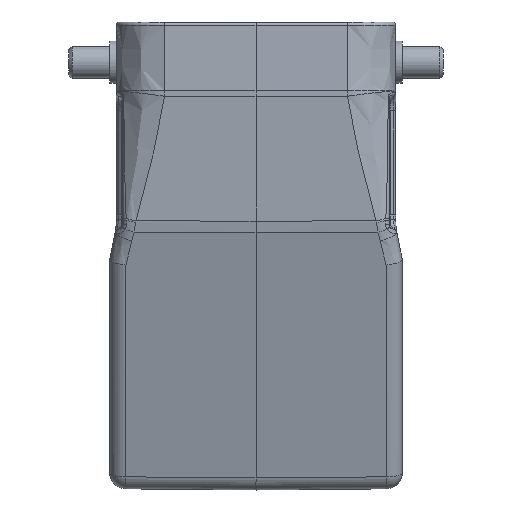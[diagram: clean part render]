
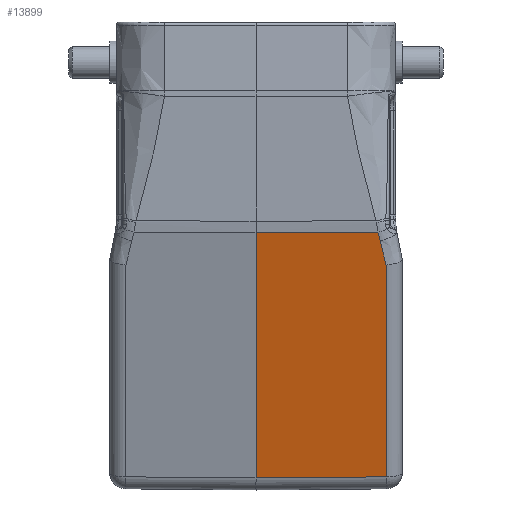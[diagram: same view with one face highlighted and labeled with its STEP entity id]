
A CAD part, left-side view. The second image highlights one B-rep face of the part: STEP entity #13899.
In plain terms, the highlighted planar face has unit normal (-0.966, -0.009, -0.259).
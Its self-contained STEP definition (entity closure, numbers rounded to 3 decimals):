
#239=CARTESIAN_POINT('',(-33.046,-20.022,
-37.395));
#241=CARTESIAN_POINT('',(-33.046,-20.022,
-37.395));
#242=CARTESIAN_POINT('',(-33.154,-19.948,
-36.995));
#243=CARTESIAN_POINT('',(-33.372,-19.781,
-36.188));
#244=CARTESIAN_POINT('',(-33.701,-19.492,
-34.969));
#245=CARTESIAN_POINT('',(-33.932,-19.248,
-34.114));
#246=CARTESIAN_POINT('',(-34.05,-19.115,
-33.678));
#1121=CARTESIAN_POINT('',(-34.418,-18.767,
-32.316));
#1356=CARTESIAN_POINT('',(-34.05,-19.115,
-33.678));
#1357=CARTESIAN_POINT('',(-34.093,-19.067,
-33.519));
#1358=CARTESIAN_POINT('',(-34.178,-18.982,
-33.204));
#1359=CARTESIAN_POINT('',(-34.305,-18.872,
-32.733));
#1360=CARTESIAN_POINT('',(-34.382,-18.803,
-32.451));
#1361=CARTESIAN_POINT('',(-34.418,-18.767,
-32.316));
#1363=DIRECTION('',(-0.259,0.,0.966));
#1364=VECTOR('',#1363,39.136);
#1365=CARTESIAN_POINT('',(-24.451,0.,
-70.147));
#1366=LINE('',#1365,#1364);
#1367=DIRECTION('',(0.009,-1.,0.002));
#1368=VECTOR('',#1367,18.768);
#1369=CARTESIAN_POINT('',(-34.58,0.,
-32.345));
#1370=LINE('',#1369,#1368);
#1371=DIRECTION('',(-0.007,1.,-0.009));
#1372=VECTOR('',#1371,20.023);
#1373=CARTESIAN_POINT('',(-24.317,-20.022,
-69.972));
#1374=LINE('',#1373,#1372);
#4917=DIRECTION('',(-0.259,0.,0.966));
#4918=VECTOR('',#4917,33.727);
#4919=CARTESIAN_POINT('',(-24.317,-20.022,
-69.972));
#4920=LINE('',#4919,#4918);
#9155=VERTEX_POINT('',#239);
#9156=VERTEX_POINT('',#246);
#9326=VERTEX_POINT('',#1121);
#9338=CARTESIAN_POINT('',(-24.451,0.,
-70.147));
#9339=CARTESIAN_POINT('',(-34.58,0.,
-32.345));
#9340=VERTEX_POINT('',#9338);
#9341=VERTEX_POINT('',#9339);
#9342=CARTESIAN_POINT('',(-24.317,-20.022,
-69.972));
#9343=VERTEX_POINT('',#9342);
#13882=CARTESIAN_POINT('',(-29.431,-10.011,
-51.223));
#13883=DIRECTION('',(0.966,0.009,0.259));
#13884=DIRECTION('',(-0.259,0.,0.966));
#13885=AXIS2_PLACEMENT_3D('',#13882,#13883,#13884);
#13886=PLANE('',#13885);
#13888=ORIENTED_EDGE('',*,*,#13887,.T.);
#13890=ORIENTED_EDGE('',*,*,#13889,.T.);
#13891=ORIENTED_EDGE('',*,*,#13876,.F.);
#13892=ORIENTED_EDGE('',*,*,#11326,.F.);
#13894=ORIENTED_EDGE('',*,*,#13893,.F.);
#13896=ORIENTED_EDGE('',*,*,#13895,.T.);
#13897=EDGE_LOOP('',(#13888,#13890,#13891,#13892,#13894,#13896));
#13898=FACE_OUTER_BOUND('',#13897,.F.);
#13899=ADVANCED_FACE('',(#13898),#13886,.F.);
#247=B_SPLINE_CURVE_WITH_KNOTS('',3,(#241,#242,#243,#244,#245,#246),
.UNSPECIFIED.,.F.,.F.,(4,1,1,4),(0.,0.333,0.667,1.),
.UNSPECIFIED.);
#1362=B_SPLINE_CURVE_WITH_KNOTS('',3,(#1356,#1357,#1358,#1359,#1360,#1361),
.UNSPECIFIED.,.F.,.F.,(4,1,1,4),(0.,0.333,0.667,1.),
.UNSPECIFIED.);
#11326=EDGE_CURVE('',#9155,#9156,#247,.T.);
#13876=EDGE_CURVE('',#9156,#9326,#1362,.T.);
#13887=EDGE_CURVE('',#9340,#9341,#1366,.T.);
#13889=EDGE_CURVE('',#9341,#9326,#1370,.T.);
#13893=EDGE_CURVE('',#9343,#9155,#4920,.T.);
#13895=EDGE_CURVE('',#9343,#9340,#1374,.T.);
